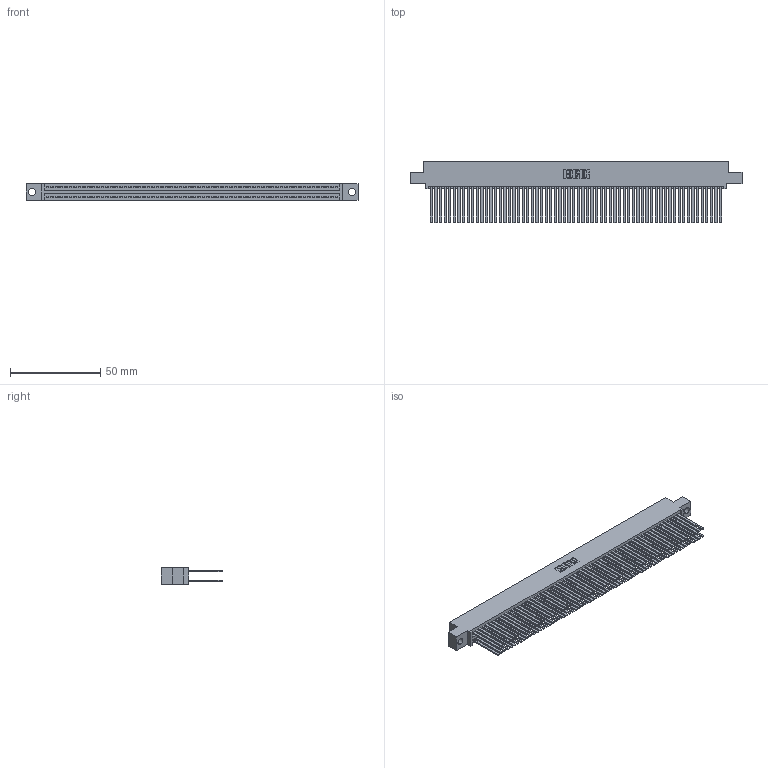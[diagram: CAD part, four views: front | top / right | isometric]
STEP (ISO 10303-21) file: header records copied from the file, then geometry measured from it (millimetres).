
FILE_DESCRIPTION (( 'STEP AP203' ), '1' );
FILE_NAME ('345-128-544-504.STEP', '2021-05-25T20:00:18', ( '' ), ( '' ), 'SwSTEP 2.0', 'SolidWorks 2020', '' );
FILE_SCHEMA (( 'CONFIG_CONTROL_DESIGN' ));
Length unit declared in the file: inch
Products named in the file (3): 345-292-001_345-293-144; 345 Part_0.110 Offset - 0.156 Dia-TI; 345-128-544-504
Assembly tree (129 placements, depth 2):
  345-128-544-504
    345 Part_0.110 Offset - 0.156 Dia-TI
    345-292-001_345-293-144  x128
Bounding box: 183.77 x 33.96 x 9.4 mm (x, y, z)
Volume: 19670.7 mm3; surface area: 34706.2 mm2
Topology: 129 solids, 129 shells, 5776 faces, 17157 edges, 11266 vertices
Faces by surface type: plane 3810, cylinder 1966
Entity records: 47621 total; most frequent: CARTESIAN_POINT 7966, ORIENTED_EDGE 7898, DIRECTION 6993, EDGE_CURVE 3949, LINE 3565, VECTOR 3565, VERTEX_POINT 2630, AXIS2_PLACEMENT_3D 1714
